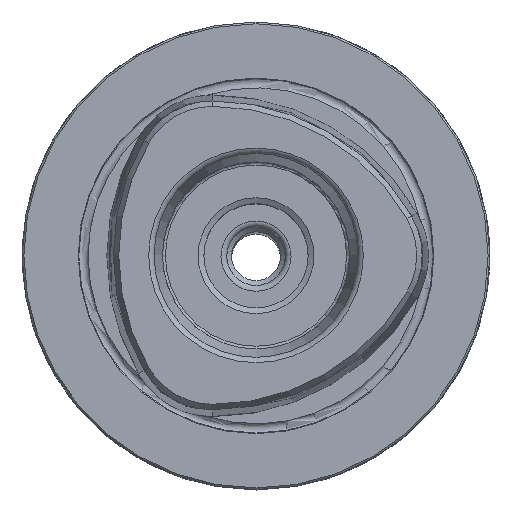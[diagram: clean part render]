
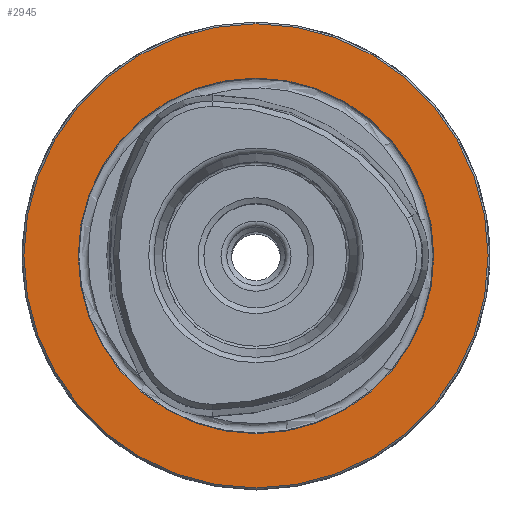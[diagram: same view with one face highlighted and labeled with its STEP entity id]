
A CAD part, top view. The second image highlights one B-rep face of the part: STEP entity #2945.
In plain terms, the highlighted planar face has unit normal (0, 0, 1).
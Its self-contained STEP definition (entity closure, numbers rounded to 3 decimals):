
#426=ORIENTED_EDGE('',*,*,#862,.F.);
#427=ORIENTED_EDGE('',*,*,#803,.T.);
#803=EDGE_CURVE('',#1034,#1034,#1211,.T.);
#862=EDGE_CURVE('',#1078,#1078,#1219,.T.);
#1034=VERTEX_POINT('',#4104);
#1078=VERTEX_POINT('',#4326);
#1211=CIRCLE('',#3104,39.7);
#1219=CIRCLE('',#3146,30.414);
#1384=EDGE_LOOP('',(#426));
#1385=EDGE_LOOP('',(#427));
#1632=FACE_BOUND('',#1384,.T.);
#1633=FACE_BOUND('',#1385,.T.);
#1827=PLANE('',#3145);
#2945=ADVANCED_FACE('',(#1632,#1633),#1827,.T.);
#3104=AXIS2_PLACEMENT_3D('',#4103,#3454,#3455);
#3145=AXIS2_PLACEMENT_3D('',#4324,#3560,#3561);
#3146=AXIS2_PLACEMENT_3D('',#4325,#3562,#3563);
#3454=DIRECTION('',(0.,0.,1.));
#3455=DIRECTION('',(1.,0.,0.));
#3560=DIRECTION('',(0.,0.,1.));
#3561=DIRECTION('',(1.,0.,0.));
#3562=DIRECTION('',(0.,0.,1.));
#3563=DIRECTION('',(1.,0.,0.));
#4103=CARTESIAN_POINT('',(0.,0.,0.));
#4104=CARTESIAN_POINT('',(39.7,0.,0.));
#4324=CARTESIAN_POINT('',(30.25,0.,0.));
#4325=CARTESIAN_POINT('',(0.,0.,0.));
#4326=CARTESIAN_POINT('',(30.414,0.,0.));
